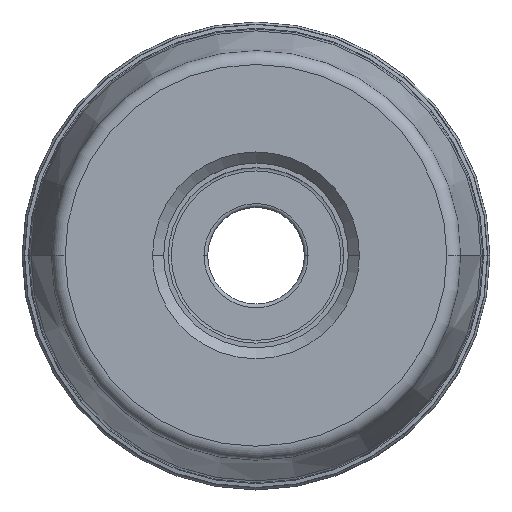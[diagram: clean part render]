
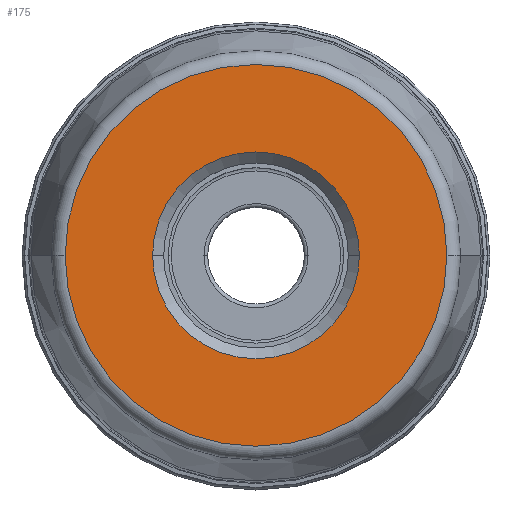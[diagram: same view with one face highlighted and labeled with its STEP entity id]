
A CAD part, top view. The second image highlights one B-rep face of the part: STEP entity #175.
In plain terms, the highlighted planar face has unit normal (0, 0, 1).
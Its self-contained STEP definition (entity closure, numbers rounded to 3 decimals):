
#28=PLANE('',#1714);
#34=FACE_BOUND('',#353,.T.);
#35=FACE_BOUND('',#354,.T.);
#175=ADVANCED_FACE('',(#34,#35),#28,.F.);
#353=EDGE_LOOP('',(#589,#590,#591,#592));
#354=EDGE_LOOP('',(#593,#594,#595,#596));
#589=ORIENTED_EDGE('',*,*,#1073,.F.);
#590=ORIENTED_EDGE('',*,*,#1072,.F.);
#591=ORIENTED_EDGE('',*,*,#1068,.F.);
#592=ORIENTED_EDGE('',*,*,#1067,.F.);
#593=ORIENTED_EDGE('',*,*,#1074,.F.);
#594=ORIENTED_EDGE('',*,*,#1075,.F.);
#595=ORIENTED_EDGE('',*,*,#1076,.F.);
#596=ORIENTED_EDGE('',*,*,#1077,.F.);
#889=VERTEX_POINT('',#3584);
#890=VERTEX_POINT('',#3586);
#891=VERTEX_POINT('',#3588);
#893=VERTEX_POINT('',#3595);
#894=VERTEX_POINT('',#3599);
#895=VERTEX_POINT('',#3600);
#896=VERTEX_POINT('',#3602);
#897=VERTEX_POINT('',#3604);
#1067=EDGE_CURVE('',#889,#890,#1298,.T.);
#1068=EDGE_CURVE('',#890,#891,#1299,.T.);
#1072=EDGE_CURVE('',#891,#893,#1303,.T.);
#1073=EDGE_CURVE('',#893,#889,#1304,.T.);
#1074=EDGE_CURVE('',#894,#895,#1305,.T.);
#1075=EDGE_CURVE('',#896,#894,#1306,.T.);
#1076=EDGE_CURVE('',#897,#896,#1307,.T.);
#1077=EDGE_CURVE('',#895,#897,#1308,.T.);
#1298=CIRCLE('',#1701,20.725);
#1299=CIRCLE('',#1702,20.725);
#1303=CIRCLE('',#1707,20.725);
#1304=CIRCLE('',#1708,20.725);
#1305=CIRCLE('',#1710,11.225);
#1306=CIRCLE('',#1711,11.225);
#1307=CIRCLE('',#1712,11.225);
#1308=CIRCLE('',#1713,11.225);
#1701=AXIS2_PLACEMENT_3D('',#3585,#2095,#2096);
#1702=AXIS2_PLACEMENT_3D('',#3587,#2097,#2098);
#1707=AXIS2_PLACEMENT_3D('',#3594,#2107,#2108);
#1708=AXIS2_PLACEMENT_3D('',#3596,#2109,#2110);
#1710=AXIS2_PLACEMENT_3D('',#3598,#2113,#2114);
#1711=AXIS2_PLACEMENT_3D('',#3601,#2115,#2116);
#1712=AXIS2_PLACEMENT_3D('',#3603,#2117,#2118);
#1713=AXIS2_PLACEMENT_3D('',#3605,#2119,#2120);
#1714=AXIS2_PLACEMENT_3D('',#3606,#2121,#2122);
#2095=DIRECTION('',(0.,0.,-1.));
#2096=DIRECTION('',(1.,0.,0.));
#2097=DIRECTION('',(0.,0.,-1.));
#2098=DIRECTION('',(1.,-0.001,0.));
#2107=DIRECTION('',(0.,0.,-1.));
#2108=DIRECTION('',(-1.,0.,0.));
#2109=DIRECTION('',(0.,0.,-1.));
#2110=DIRECTION('',(-1.,0.001,0.));
#2113=DIRECTION('',(0.,0.,1.));
#2114=DIRECTION('',(0.,-1.,0.));
#2115=DIRECTION('',(0.,0.,1.));
#2116=DIRECTION('',(-1.,0.,0.));
#2117=DIRECTION('',(0.,0.,1.));
#2118=DIRECTION('',(0.,1.,0.));
#2119=DIRECTION('',(0.,0.,1.));
#2120=DIRECTION('',(1.,0.,0.));
#2121=DIRECTION('',(0.,0.,-1.));
#2122=DIRECTION('',(-1.,0.,0.));
#3584=CARTESIAN_POINT('',(20.725,0.,0.));
#3585=CARTESIAN_POINT('',(0.,0.,0.));
#3586=CARTESIAN_POINT('',(20.725,-0.02,0.));
#3587=CARTESIAN_POINT('',(0.,0.,0.));
#3588=CARTESIAN_POINT('',(-20.725,0.,0.));
#3594=CARTESIAN_POINT('',(0.,0.,0.));
#3595=CARTESIAN_POINT('',(-20.725,0.02,0.));
#3596=CARTESIAN_POINT('',(0.,0.,0.));
#3598=CARTESIAN_POINT('',(0.,0.,0.));
#3599=CARTESIAN_POINT('',(0.,-11.225,0.));
#3600=CARTESIAN_POINT('',(11.225,0.,0.));
#3601=CARTESIAN_POINT('',(0.,0.,0.));
#3602=CARTESIAN_POINT('',(-11.225,0.,0.));
#3603=CARTESIAN_POINT('',(0.,0.,0.));
#3604=CARTESIAN_POINT('',(0.,11.225,0.));
#3605=CARTESIAN_POINT('',(0.,0.,0.));
#3606=CARTESIAN_POINT('',(0.,0.,0.));
